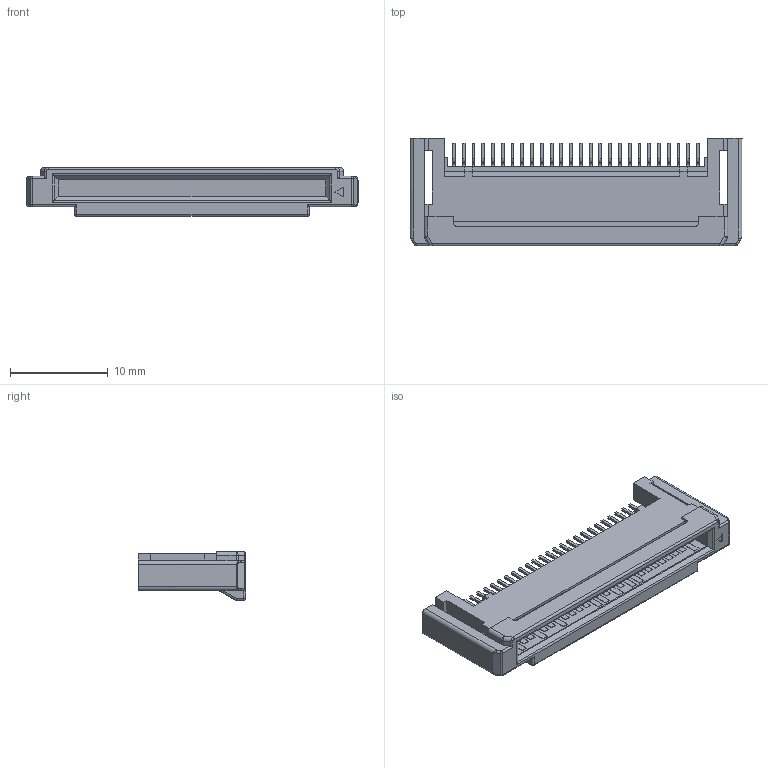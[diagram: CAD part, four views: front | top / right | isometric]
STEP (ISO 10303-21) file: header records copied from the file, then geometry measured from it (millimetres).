
FILE_DESCRIPTION((''),'2;1');
FILE_NAME('FCI_10030570-2112LF.stp','2012-12-19T10:34:17',(''),(''),'Mechanical Desktop 2011','Mechanical Desktop 2011',', , ');
FILE_SCHEMA(('AUTOMOTIVE_DESIGN { 1 2 10303 214 1 1 1 1 }'));
Length unit declared in the file: millimetre
Products named in the file (1): Product
Bounding box: 34 x 11 x 5 mm (x, y, z)
Volume: 709.8 mm3; surface area: 1685.9 mm2
Topology: 53 solids, 53 shells, 655 faces, 1586 edges, 1035 vertices
Faces by surface type: plane 326, bspline 162, cylinder 155, sphere 8, cone 4
Entity records: 19280 total; most frequent: CARTESIAN_POINT 4137, ORIENTED_EDGE 3172, DIRECTION 2859, EDGE_CURVE 1586, VECTOR 1277, LINE 1277, VERTEX_POINT 1035, AXIS2_PLACEMENT_3D 791
